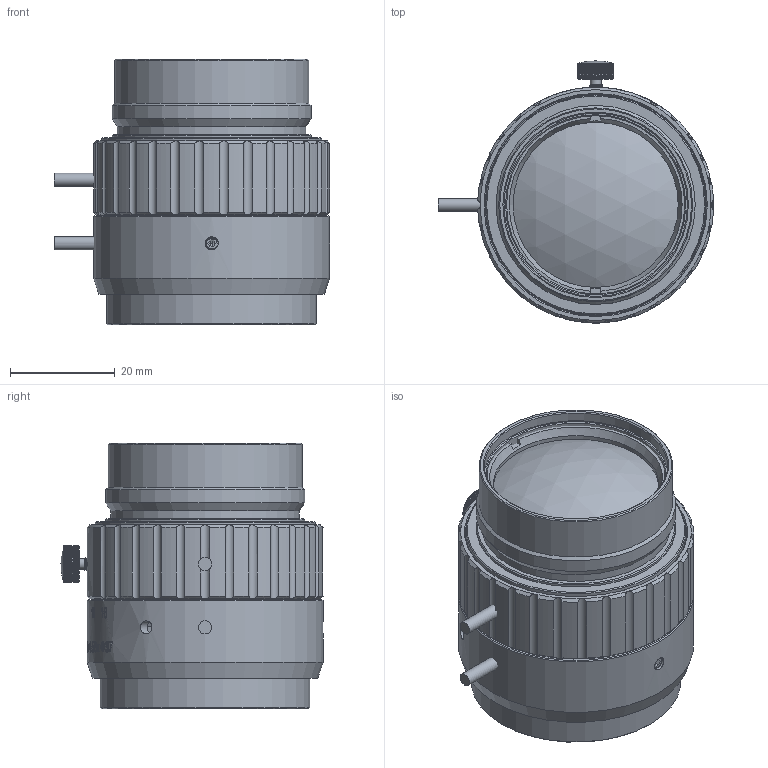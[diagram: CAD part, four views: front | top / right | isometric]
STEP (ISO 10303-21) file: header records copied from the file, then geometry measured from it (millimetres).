
FILE_DESCRIPTION(/* description */ (''),/* implementation_level */ '2;1');
FILE_NAME(/* name */ 'LS10056A.stp',/* time_stamp */ '2019-05-07T15:50:40+08:00',/* author */ (''),/* organization */ (''),/* preprocessor_version */ 'ST-DEVELOPER v11',/* originating_system */ 'SIEMENS PLM Software NX 7.5',/* authorisation */ '');
FILE_SCHEMA (('CONFIG_CONTROL_DESIGN'));
Length unit declared in the file: millimetre
Products named in the file (14): nut_m2.5x2.5; manual_nut_m2.5; LS10056-LENS1; LS10056-LENS6; LS10056-0.5792-ASSY; LS10056-0.3323-ASSY; LS10056-0.1684-ASSY; LS10056-STOPPER2; LS10056-STOPPER1; LS10056-CONE4; LS10056-CONE3; LS10056-CONE2; LS10056-CONE1; _LS10056-ALL_stp
Assembly tree (14 placements, depth 2):
  _LS10056-ALL_stp
    LS10056-CONE1
    LS10056-CONE2
    LS10056-CONE3
    LS10056-CONE4
    LS10056-STOPPER1
    LS10056-STOPPER2
    LS10056-0.1684-ASSY
    LS10056-0.3323-ASSY
    LS10056-0.5792-ASSY
    LS10056-LENS6
    LS10056-LENS1
    manual_nut_m2.5
    nut_m2.5x2.5  x2
Bounding box: 52.5 x 50 x 50.74 mm (x, y, z)
Volume: 45629.2 mm3; surface area: 33782.3 mm2
Topology: 13 solids, 13 shells, 1028 faces, 2690 edges, 1781 vertices
Faces by surface type: plane 414, cylinder 278, extrusion 218, cone 107, bspline 6, sphere 5
Full cylindrical faces by diameter (mm): 2.05 x1, 2.5 x9, 19.4 x1, 19.8 x1, 20.2 x2, 20.5 x1, 20.6 x1, 20.8 x1, 21.1 x1, 21.4 x1, 21.7 x1, 22 x1, 23 x1, 24 x1, 26.4 x1, 31.28 x1, 31.52 x1, 33 x2, 33.8 x1, 34 x4, 35 x3, 35.2 x2, 36 x4, 37 x2, 37.2 x1, 38 x3, 40 x5, 42 x2, 42.2 x2, 45 x1
Entity records: 42060 total; most frequent: CARTESIAN_POINT 16885, ORIENTED_EDGE 5000, DIRECTION 4395, EDGE_CURVE 2500, VERTEX_POINT 1701, AXIS2_PLACEMENT_3D 1610, EDGE_LOOP 1221, VECTOR 1175
